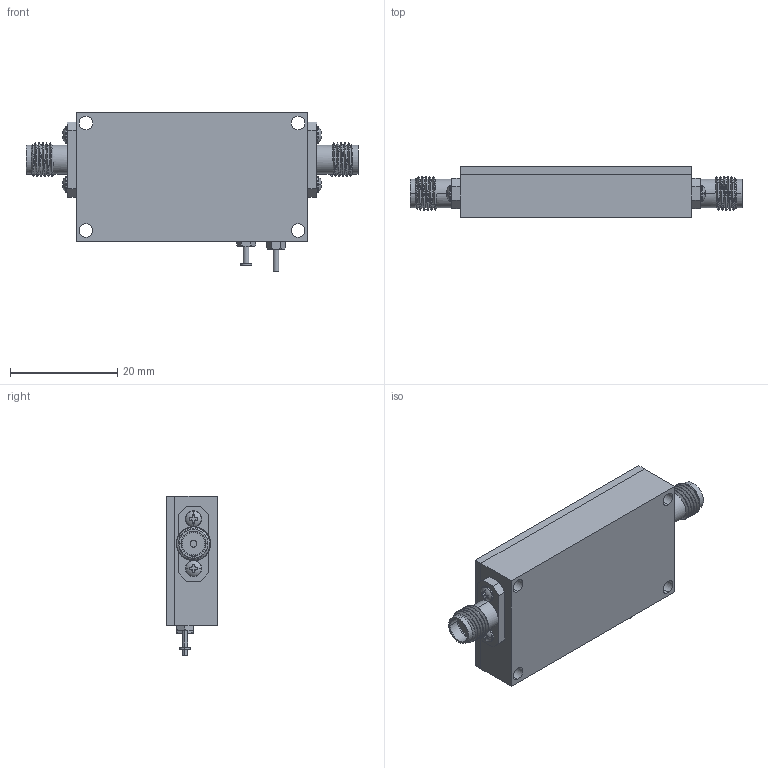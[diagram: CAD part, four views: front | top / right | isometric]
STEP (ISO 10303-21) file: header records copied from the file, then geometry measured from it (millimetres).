
FILE_DESCRIPTION (( 'STEP AP214' ), '1' );
FILE_NAME ('FMAM63019_3D.step', '2024-05-14T15:39:59', ( '' ), ( '' ), 'SwSTEP 2.0', 'SolidWorks 2022', '' );
FILE_SCHEMA (( 'AUTOMOTIVE_DESIGN' ));
Length unit declared in the file: inch
Products named in the file (3): FMAM63019_3D; SMA FE_默认; PE15A63018-MA1_PP15A1012
Assembly tree (3 placements, depth 2):
  FMAM63019_3D
    PE15A63018-MA1_PP15A1012
    SMA FE_默认  x2
Bounding box: 61.97 x 9.55 x 29.84 mm (x, y, z)
Volume: 10328.7 mm3; surface area: 6800.9 mm2
Topology: 9 solids, 9 shells, 680 faces, 1772 edges, 1168 vertices
Faces by surface type: plane 448, cylinder 92, bspline 84, cone 40, torus 16
Entity records: 28577 total; most frequent: CARTESIAN_POINT 9046, ORIENTED_EDGE 3038, DIRECTION 2420, EDGE_CURVE 1519, LINE 1134, VECTOR 1134, VERTEX_POINT 1004, EDGE_LOOP 651
